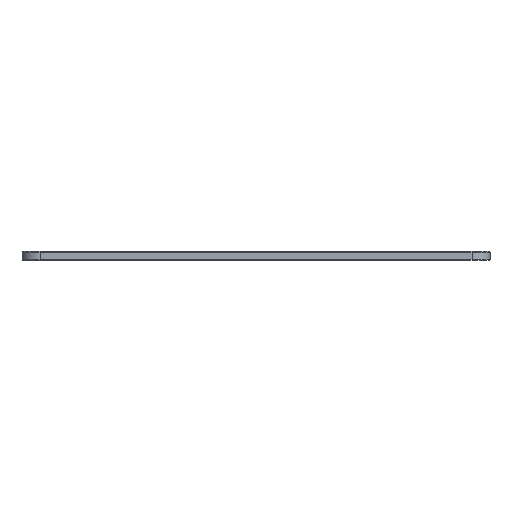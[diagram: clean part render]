
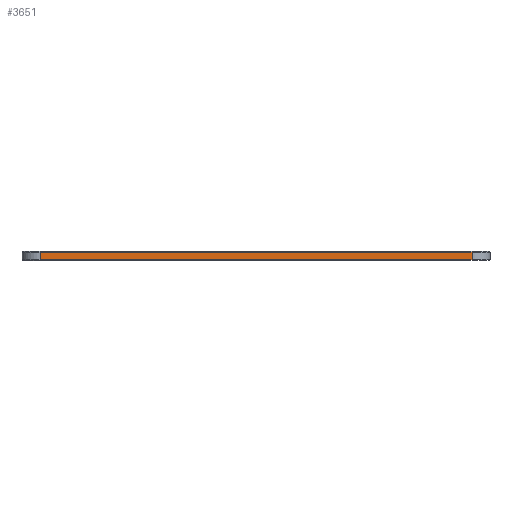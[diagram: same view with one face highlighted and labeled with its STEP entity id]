
A CAD part, front view. The second image highlights one B-rep face of the part: STEP entity #3651.
In plain terms, the highlighted planar face has unit normal (0, -1, 0).
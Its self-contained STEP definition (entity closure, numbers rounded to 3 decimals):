
#158 = PLANE('',#159);
#159 = AXIS2_PLACEMENT_3D('',#160,#161,#162);
#160 = CARTESIAN_POINT('',(0.,-6.1,0.15));
#161 = DIRECTION('',(0.,-0.707,-0.707));
#162 = DIRECTION('',(-1.,-0.,-0.));
#1406 = VERTEX_POINT('',#1407);
#1407 = CARTESIAN_POINT('',(150.,-6.25,0.3));
#1443 = CYLINDRICAL_SURFACE('',#1444,6.25);
#1444 = AXIS2_PLACEMENT_3D('',#1445,#1446,#1447);
#1445 = CARTESIAN_POINT('',(150.,0.,0.));
#1446 = DIRECTION('',(-0.,-0.,-1.));
#1447 = DIRECTION('',(1.,0.,0.));
#1515 = VERTEX_POINT('',#1516);
#1516 = CARTESIAN_POINT('',(0.,-6.25,0.3));
#1537 = EDGE_CURVE('',#1515,#1406,#1538,.T.);
#1538 = SURFACE_CURVE('',#1539,(#1543,#1550),.PCURVE_S1.);
#1539 = LINE('',#1540,#1541);
#1540 = CARTESIAN_POINT('',(0.,-6.25,0.3));
#1541 = VECTOR('',#1542,1.);
#1542 = DIRECTION('',(1.,0.,0.));
#1543 = PCURVE('',#158,#1544);
#1544 = DEFINITIONAL_REPRESENTATION('',(#1545),#1549);
#1545 = LINE('',#1546,#1547);
#1546 = CARTESIAN_POINT('',(-0.,-0.212));
#1547 = VECTOR('',#1548,1.);
#1548 = DIRECTION('',(-1.,0.));
#1549 = ( GEOMETRIC_REPRESENTATION_CONTEXT(2) 
PARAMETRIC_REPRESENTATION_CONTEXT() REPRESENTATION_CONTEXT('2D SPACE',''
  ) );
#1550 = PCURVE('',#1551,#1556);
#1551 = PLANE('',#1552);
#1552 = AXIS2_PLACEMENT_3D('',#1553,#1554,#1555);
#1553 = CARTESIAN_POINT('',(0.,-6.25,0.));
#1554 = DIRECTION('',(0.,1.,0.));
#1555 = DIRECTION('',(1.,0.,0.));
#1556 = DEFINITIONAL_REPRESENTATION('',(#1557),#1561);
#1557 = LINE('',#1558,#1559);
#1558 = CARTESIAN_POINT('',(0.,-0.3));
#1559 = VECTOR('',#1560,1.);
#1560 = DIRECTION('',(1.,0.));
#1561 = ( GEOMETRIC_REPRESENTATION_CONTEXT(2) 
PARAMETRIC_REPRESENTATION_CONTEXT() REPRESENTATION_CONTEXT('2D SPACE',''
  ) );
#1584 = CYLINDRICAL_SURFACE('',#1585,6.25);
#1585 = AXIS2_PLACEMENT_3D('',#1586,#1587,#1588);
#1586 = CARTESIAN_POINT('',(0.,0.,0.));
#1587 = DIRECTION('',(-0.,-0.,-1.));
#1588 = DIRECTION('',(1.,0.,0.));
#3546 = EDGE_CURVE('',#1406,#3547,#3549,.T.);
#3547 = VERTEX_POINT('',#3548);
#3548 = CARTESIAN_POINT('',(150.,-6.25,2.825));
#3549 = SURFACE_CURVE('',#3550,(#3554,#3561),.PCURVE_S1.);
#3550 = LINE('',#3551,#3552);
#3551 = CARTESIAN_POINT('',(150.,-6.25,0.));
#3552 = VECTOR('',#3553,1.);
#3553 = DIRECTION('',(0.,0.,1.));
#3554 = PCURVE('',#1443,#3555);
#3555 = DEFINITIONAL_REPRESENTATION('',(#3556),#3560);
#3556 = LINE('',#3557,#3558);
#3557 = CARTESIAN_POINT('',(-4.712,0.));
#3558 = VECTOR('',#3559,1.);
#3559 = DIRECTION('',(-0.,-1.));
#3560 = ( GEOMETRIC_REPRESENTATION_CONTEXT(2) 
PARAMETRIC_REPRESENTATION_CONTEXT() REPRESENTATION_CONTEXT('2D SPACE',''
  ) );
#3561 = PCURVE('',#1551,#3562);
#3562 = DEFINITIONAL_REPRESENTATION('',(#3563),#3567);
#3563 = LINE('',#3564,#3565);
#3564 = CARTESIAN_POINT('',(150.,0.));
#3565 = VECTOR('',#3566,1.);
#3566 = DIRECTION('',(0.,-1.));
#3567 = ( GEOMETRIC_REPRESENTATION_CONTEXT(2) 
PARAMETRIC_REPRESENTATION_CONTEXT() REPRESENTATION_CONTEXT('2D SPACE',''
  ) );
#3651 = ADVANCED_FACE('',(#3652),#1551,.F.);
#3652 = FACE_BOUND('',#3653,.F.);
#3653 = EDGE_LOOP('',(#3654,#3677,#3703,#3704));
#3654 = ORIENTED_EDGE('',*,*,#3655,.T.);
#3655 = EDGE_CURVE('',#1515,#3656,#3658,.T.);
#3656 = VERTEX_POINT('',#3657);
#3657 = CARTESIAN_POINT('',(0.,-6.25,2.825));
#3658 = SURFACE_CURVE('',#3659,(#3663,#3670),.PCURVE_S1.);
#3659 = LINE('',#3660,#3661);
#3660 = CARTESIAN_POINT('',(0.,-6.25,0.));
#3661 = VECTOR('',#3662,1.);
#3662 = DIRECTION('',(0.,0.,1.));
#3663 = PCURVE('',#1551,#3664);
#3664 = DEFINITIONAL_REPRESENTATION('',(#3665),#3669);
#3665 = LINE('',#3666,#3667);
#3666 = CARTESIAN_POINT('',(0.,0.));
#3667 = VECTOR('',#3668,1.);
#3668 = DIRECTION('',(0.,-1.));
#3669 = ( GEOMETRIC_REPRESENTATION_CONTEXT(2) 
PARAMETRIC_REPRESENTATION_CONTEXT() REPRESENTATION_CONTEXT('2D SPACE',''
  ) );
#3670 = PCURVE('',#1584,#3671);
#3671 = DEFINITIONAL_REPRESENTATION('',(#3672),#3676);
#3672 = LINE('',#3673,#3674);
#3673 = CARTESIAN_POINT('',(-4.712,0.));
#3674 = VECTOR('',#3675,1.);
#3675 = DIRECTION('',(-0.,-1.));
#3676 = ( GEOMETRIC_REPRESENTATION_CONTEXT(2) 
PARAMETRIC_REPRESENTATION_CONTEXT() REPRESENTATION_CONTEXT('2D SPACE',''
  ) );
#3677 = ORIENTED_EDGE('',*,*,#3678,.T.);
#3678 = EDGE_CURVE('',#3656,#3547,#3679,.T.);
#3679 = SURFACE_CURVE('',#3680,(#3684,#3691),.PCURVE_S1.);
#3680 = LINE('',#3681,#3682);
#3681 = CARTESIAN_POINT('',(0.,-6.25,2.825));
#3682 = VECTOR('',#3683,1.);
#3683 = DIRECTION('',(1.,0.,0.));
#3684 = PCURVE('',#1551,#3685);
#3685 = DEFINITIONAL_REPRESENTATION('',(#3686),#3690);
#3686 = LINE('',#3687,#3688);
#3687 = CARTESIAN_POINT('',(0.,-2.825));
#3688 = VECTOR('',#3689,1.);
#3689 = DIRECTION('',(1.,0.));
#3690 = ( GEOMETRIC_REPRESENTATION_CONTEXT(2) 
PARAMETRIC_REPRESENTATION_CONTEXT() REPRESENTATION_CONTEXT('2D SPACE',''
  ) );
#3691 = PCURVE('',#3692,#3697);
#3692 = PLANE('',#3693);
#3693 = AXIS2_PLACEMENT_3D('',#3694,#3695,#3696);
#3694 = CARTESIAN_POINT('',(0.,-6.1,2.975));
#3695 = DIRECTION('',(0.,0.707,-0.707));
#3696 = DIRECTION('',(-1.,-0.,-0.));
#3697 = DEFINITIONAL_REPRESENTATION('',(#3698),#3702);
#3698 = LINE('',#3699,#3700);
#3699 = CARTESIAN_POINT('',(-0.,-0.212));
#3700 = VECTOR('',#3701,1.);
#3701 = DIRECTION('',(-1.,0.));
#3702 = ( GEOMETRIC_REPRESENTATION_CONTEXT(2) 
PARAMETRIC_REPRESENTATION_CONTEXT() REPRESENTATION_CONTEXT('2D SPACE',''
  ) );
#3703 = ORIENTED_EDGE('',*,*,#3546,.F.);
#3704 = ORIENTED_EDGE('',*,*,#1537,.F.);
